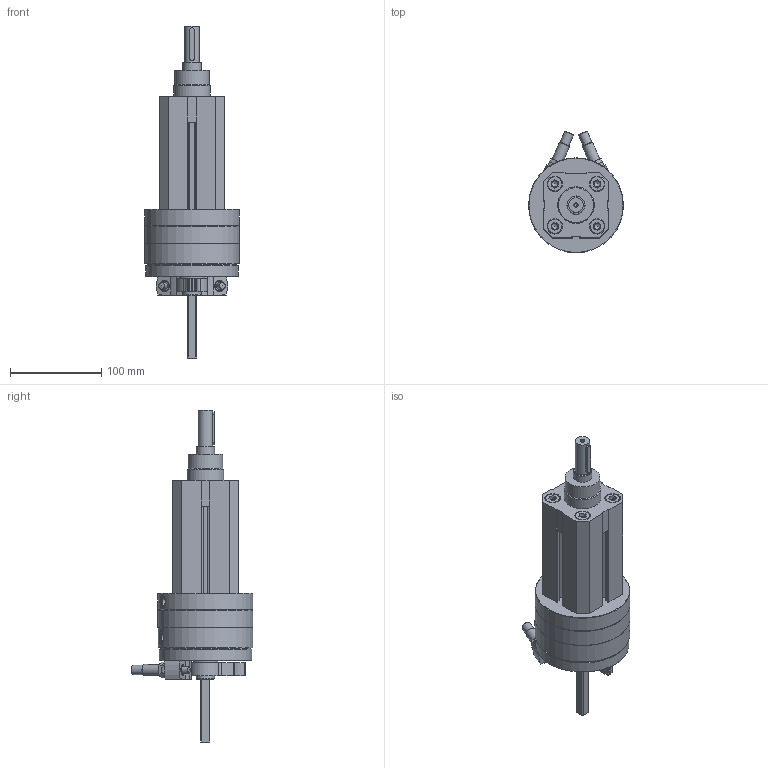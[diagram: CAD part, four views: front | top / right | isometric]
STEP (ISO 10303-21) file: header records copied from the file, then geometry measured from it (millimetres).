
FILE_DESCRIPTION(/* description */ ('STEP AP214'),/* implementation_level */ '2;1');
FILE_NAME(/* name */ '556511_DSL-32-50-270-CC-A-S2-B',/* time_stamp */ '2024-08-21T16:50:01+02:00',/* author */ ('License CC BY-ND 4.0'),/* organization */ ('CADENAS'),/* preprocessor_version */ 'ST-DEVELOPER v19.3',/* originating_system */ 'PARTsolutions',/* authorisation */ ' ');
FILE_SCHEMA (('AUTOMOTIVE_DESIGN {1 0 10303 214 3 1 1}'));
Length unit declared in the file: millimetre
Products named in the file (11): 556511 DSL-32-50-270-CC-A-S2-B---(0_0); 556511 DSL-32-50-270-CC-A-S2-B-50_bz; 704065 DSM-32-BR---(HZ); 548013 DYSC-8-8-Y1F---(SD_0); 342622 DSM-32_NS; DIN-912 - M6x25(F); 348987 SPZ-20 M12X1-4-15; 704064 DSM-32-BL---(HZ); 556511 DSL-50_k; 306998 DSL; Shim ring DIN 988 20x28x2
Assembly tree (16 placements, depth 2):
  556511 DSL-32-50-270-CC-A-S2-B---(0_0)
    556511 DSL-32-50-270-CC-A-S2-B-50_bz
    704065 DSM-32-BR---(HZ)
    548013 DYSC-8-8-Y1F---(SD_0)  x2
    342622 DSM-32_NS  x2
    DIN-912 - M6x25(F)  x2
    348987 SPZ-20 M12X1-4-15  x4
    704064 DSM-32-BL---(HZ)
    556511 DSL-50_k
    306998 DSL
    Shim ring DIN 988 20x28x2
Bounding box: 104 x 133.41 x 364 mm (x, y, z)
Volume: 1206074.5 mm3; surface area: 169446.1 mm2
Topology: 16 solids, 16 shells, 562 faces, 1356 edges, 859 vertices
Faces by surface type: plane 295, cylinder 176, cone 89, sphere 2
Full cylindrical faces by diameter (mm): 1.567 x2, 1.9 x2, 4 x4, 4.134 x2, 4.917 x2, 6 x2, 6.6 x2, 6.647 x4, 7 x4, 8 x4, 8.566 x4, 10 x2, 10.4 x2, 10.917 x6, 11 x2, 12 x2, 13.5 x1, 15 x4, 16 x1, 17 x4, 20 x5, 28 x1, 38 x1, 40 x1, 43 x1, 49 x1, 63 x1, 72 x1, 98.5 x1, 101.5 x1
Entity records: 13256 total; most frequent: CARTESIAN_POINT 2361, DIRECTION 2301, ORIENTED_EDGE 1974, EDGE_CURVE 987, AXIS2_PLACEMENT_3D 865, VERTEX_POINT 701, FACE_BOUND 640, EDGE_LOOP 631
